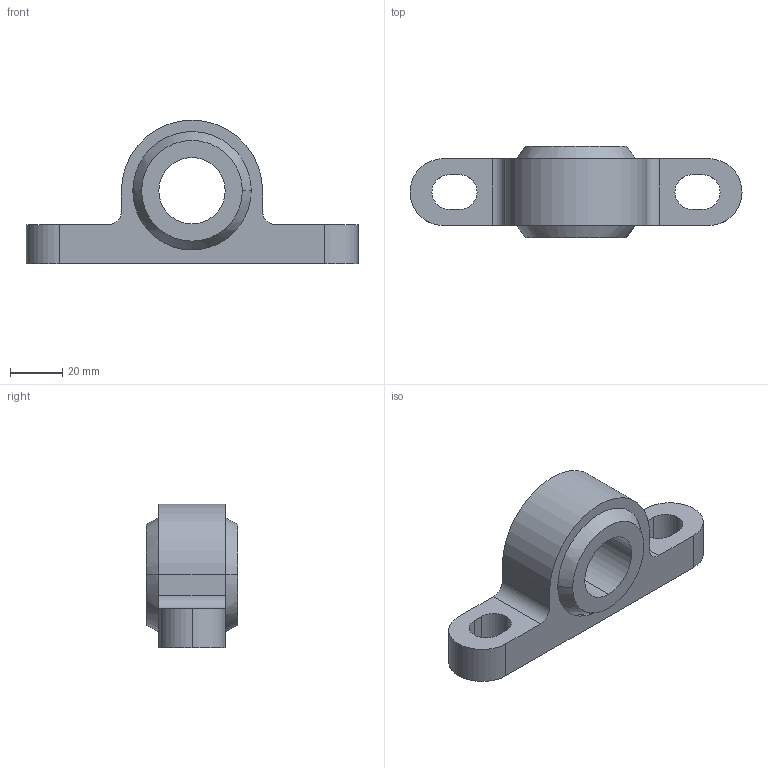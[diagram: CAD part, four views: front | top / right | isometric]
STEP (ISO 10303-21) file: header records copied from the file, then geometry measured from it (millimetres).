
FILE_DESCRIPTION (( 'STEP AP214' ), '1' );
FILE_NAME ('A-KSTI-16.step', '2017-11-29T20:20:28', ( '' ), ( '' ), 'SwSTEP 2.0', 'SolidWorks 2017', '' );
FILE_SCHEMA (( 'AUTOMOTIVE_DESIGN' ));
Length unit declared in the file: inch
Products named in the file (1): A-KSTI-16
Bounding box: 127 x 34.93 x 54.94 mm (x, y, z)
Volume: 83630.6 mm3; surface area: 26983.1 mm2
Topology: 2 solids, 2 shells, 31 faces, 87 edges, 56 vertices
Faces by surface type: cylinder 14, plane 13, bspline 4
Entity records: 1721 total; most frequent: CARTESIAN_POINT 455, DIRECTION 173, ORIENTED_EDGE 166, EDGE_CURVE 83, AXIS2_PLACEMENT_3D 66, VERTEX_POINT 56, LINE 41, VECTOR 41
